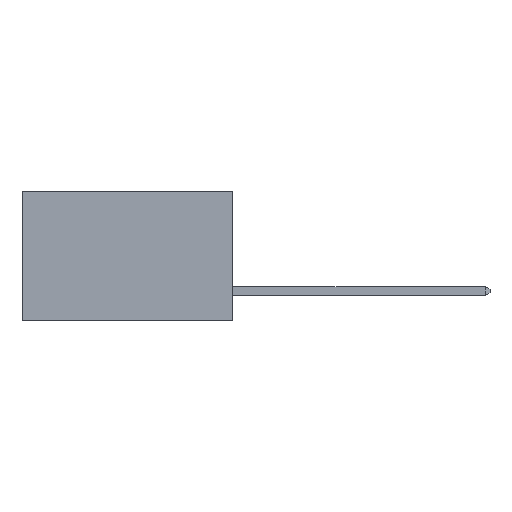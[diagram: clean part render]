
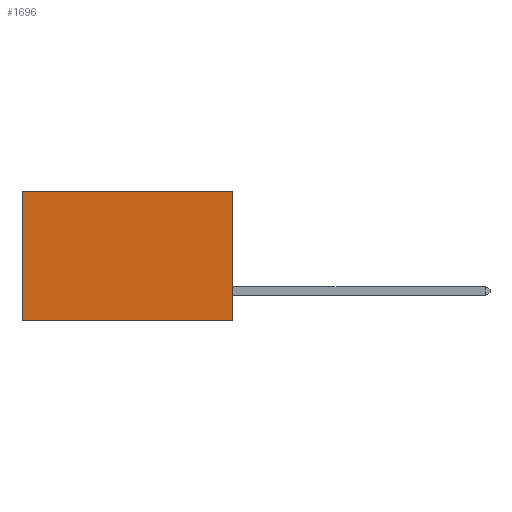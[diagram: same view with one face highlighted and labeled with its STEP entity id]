
A CAD part, left-side view. The second image highlights one B-rep face of the part: STEP entity #1696.
In plain terms, the highlighted planar face has unit normal (-1, 0, 0).
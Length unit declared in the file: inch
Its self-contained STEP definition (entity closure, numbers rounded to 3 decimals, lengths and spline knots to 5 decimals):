
#1272 = VERTEX_POINT ( 'NONE', #19895 ) ;
#1696 = ADVANCED_FACE ( 'NONE', ( #10936 ), #11177, .F. ) ;
#2347 = EDGE_CURVE ( 'NONE', #17158, #1272, #7469, .T. ) ;
#2823 = VECTOR ( 'NONE', #11632, 39.37008 ) ;
#3235 = VERTEX_POINT ( 'NONE', #6070 ) ;
#3983 = CARTESIAN_POINT ( 'NONE',  ( 0.2875, 0., 0. ) ) ;
#4057 = ORIENTED_EDGE ( 'NONE', *, *, #21504, .T. ) ;
#4272 = CARTESIAN_POINT ( 'NONE',  ( 0.2875, 0., -0.37 ) ) ;
#4692 = ORIENTED_EDGE ( 'NONE', *, *, #10289, .F. ) ;
#5626 = DIRECTION ( 'NONE',  ( 0., 1., 0. ) ) ;
#5995 = DIRECTION ( 'NONE',  ( 0., 1., 0. ) ) ;
#6070 = CARTESIAN_POINT ( 'NONE',  ( 0.2875, 0.6, 0. ) ) ;
#6113 = ORIENTED_EDGE ( 'NONE', *, *, #18014, .T. ) ;
#6932 = CARTESIAN_POINT ( 'NONE',  ( 0.2875, 0.6, -0.37 ) ) ;
#6953 = ORIENTED_EDGE ( 'NONE', *, *, #2347, .F. ) ;
#7062 = VECTOR ( 'NONE', #21447, 39.37008 ) ;
#7469 = LINE ( 'NONE', #13385, #2823 ) ;
#7856 = AXIS2_PLACEMENT_3D ( 'NONE', #3983, #9397, #9470 ) ;
#9397 = DIRECTION ( 'NONE',  ( 1., 0., 0. ) ) ;
#9470 = DIRECTION ( 'NONE',  ( 0., 0., -1. ) ) ;
#10289 = EDGE_CURVE ( 'NONE', #1272, #20733, #15907, .T. ) ;
#10936 = FACE_OUTER_BOUND ( 'NONE', #13032, .T. ) ;
#11177 = PLANE ( 'NONE',  #7856 ) ;
#11626 = LINE ( 'NONE', #18222, #7062 ) ;
#11632 = DIRECTION ( 'NONE',  ( 0., 0., -1. ) ) ;
#13032 = EDGE_LOOP ( 'NONE', ( #6113, #4692, #6953, #4057 ) ) ;
#13385 = CARTESIAN_POINT ( 'NONE',  ( 0.2875, 0., 0. ) ) ;
#15907 = LINE ( 'NONE', #4272, #19691 ) ;
#15955 = CARTESIAN_POINT ( 'NONE',  ( 0.2875, 0., 0. ) ) ;
#16093 = VECTOR ( 'NONE', #5626, 39.37008 ) ;
#17158 = VERTEX_POINT ( 'NONE', #15955 ) ;
#17394 = CARTESIAN_POINT ( 'NONE',  ( 0.2875, 0., 0. ) ) ;
#18014 = EDGE_CURVE ( 'NONE', #3235, #20733, #11626, .T. ) ;
#18222 = CARTESIAN_POINT ( 'NONE',  ( 0.2875, 0.6, 0. ) ) ;
#19691 = VECTOR ( 'NONE', #5995, 39.37008 ) ;
#19895 = CARTESIAN_POINT ( 'NONE',  ( 0.2875, 0., -0.37 ) ) ;
#20377 = LINE ( 'NONE', #17394, #16093 ) ;
#20733 = VERTEX_POINT ( 'NONE', #6932 ) ;
#21447 = DIRECTION ( 'NONE',  ( 0., 0., -1. ) ) ;
#21504 = EDGE_CURVE ( 'NONE', #17158, #3235, #20377, .T. ) ;
